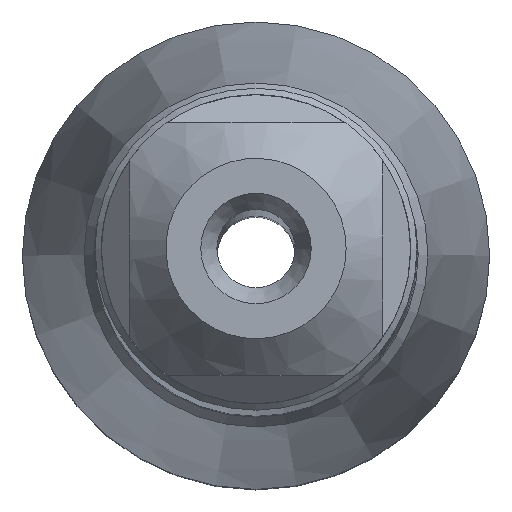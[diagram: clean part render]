
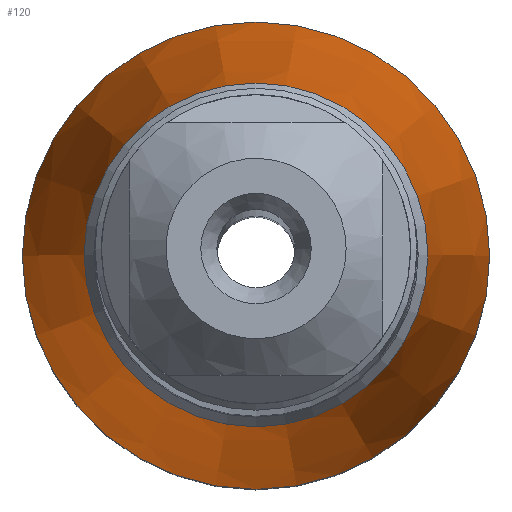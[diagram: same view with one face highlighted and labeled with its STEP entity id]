
A CAD part, top view. The second image highlights one B-rep face of the part: STEP entity #120.
In plain terms, the highlighted conical face has half-angle 8 degrees and reference radius 3.737 mm.
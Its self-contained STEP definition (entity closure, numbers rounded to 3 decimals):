
#96=CONICAL_SURFACE('',#479,3.737,8.);
#120=ADVANCED_FACE('',(#156,#157),#96,.T.);
#156=FACE_BOUND('',#200,.T.);
#157=FACE_BOUND('',#201,.T.);
#200=EDGE_LOOP('',(#282));
#201=EDGE_LOOP('',(#283));
#282=ORIENTED_EDGE('',*,*,#359,.F.);
#283=ORIENTED_EDGE('',*,*,#363,.T.);
#318=VERTEX_POINT('',#739);
#322=VERTEX_POINT('',#750);
#359=EDGE_CURVE('',#318,#318,#380,.T.);
#363=EDGE_CURVE('',#322,#322,#384,.T.);
#380=CIRCLE('',#471,3.737);
#384=CIRCLE('',#478,5.08);
#471=AXIS2_PLACEMENT_3D('',#738,#578,#579);
#478=AXIS2_PLACEMENT_3D('',#749,#592,#593);
#479=AXIS2_PLACEMENT_3D('',#751,#594,#595);
#578=DIRECTION('',(0.,0.,1.));
#579=DIRECTION('',(1.,0.,0.));
#592=DIRECTION('',(0.,0.,1.));
#593=DIRECTION('',(-1.,0.,0.));
#594=DIRECTION('',(0.,0.,-1.));
#595=DIRECTION('',(-1.,0.,0.));
#738=CARTESIAN_POINT('',(0.,0.,-80.));
#739=CARTESIAN_POINT('',(3.737,0.,-80.));
#749=CARTESIAN_POINT('',(0.,0.,-89.557));
#750=CARTESIAN_POINT('',(-5.08,0.,-89.557));
#751=CARTESIAN_POINT('',(0.,0.,-80.));
